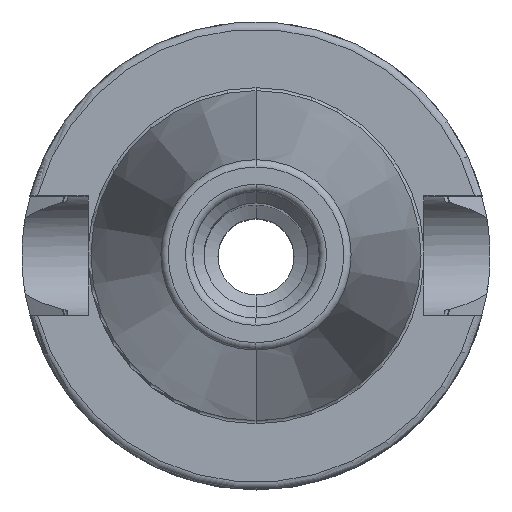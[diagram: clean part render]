
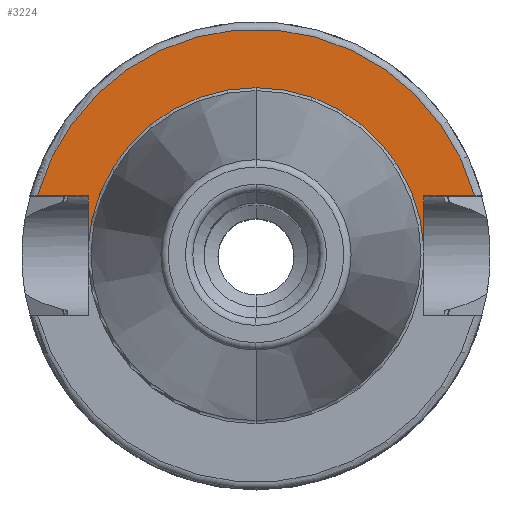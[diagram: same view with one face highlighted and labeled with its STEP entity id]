
A CAD part, top view. The second image highlights one B-rep face of the part: STEP entity #3224.
In plain terms, the highlighted planar face has unit normal (0, 0, 1).
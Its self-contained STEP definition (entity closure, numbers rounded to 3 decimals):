
#1065=DIRECTION('',(0,1,0));
#1066=VECTOR('',#1065,6.987);
#1067=CARTESIAN_POINT('',(-22.6,1.063,25));
#1068=LINE('',#1067,#1066);
#1069=DIRECTION('',(1,0,0));
#1070=VECTOR('',#1069,6.818);
#1071=CARTESIAN_POINT('',(-29.418,8.05,25));
#1072=LINE('',#1071,#1070);
#1073=DIRECTION('',(-1,0,0));
#1074=VECTOR('',#1073,6.818);
#1075=CARTESIAN_POINT('',(29.418,8.05,25));
#1076=LINE('',#1075,#1074);
#1077=DIRECTION('',(0,-1,0));
#1078=VECTOR('',#1077,6.987);
#1079=CARTESIAN_POINT('',(22.6,8.05,25));
#1080=LINE('',#1079,#1078);
#1087=CARTESIAN_POINT('',(0,0,25));
#1088=DIRECTION('',(0,0,1));
#1089=DIRECTION('',(0,1,0));
#1090=AXIS2_PLACEMENT_3D('',#1087,#1088,#1089);
#1118=CARTESIAN_POINT('',(0,0,25));
#1119=DIRECTION('',(0,0,-1));
#1120=DIRECTION('',(0,1,0));
#1121=AXIS2_PLACEMENT_3D('',#1118,#1119,#1120);
#1170=CARTESIAN_POINT('',(0,0,25));
#1171=DIRECTION('',(0,0,1));
#1172=DIRECTION('',(0.965,0.264,0));
#1173=AXIS2_PLACEMENT_3D('',#1170,#1171,#1172);
#1545=CARTESIAN_POINT('',(-22.6,1.063,25));
#1546=CARTESIAN_POINT('',(-22.6,8.05,25));
#1547=VERTEX_POINT('',#1545);
#1548=VERTEX_POINT('',#1546);
#1549=CARTESIAN_POINT('',(-29.418,8.05,25));
#1550=VERTEX_POINT('',#1549);
#1551=CARTESIAN_POINT('',(22.6,8.05,25));
#1552=CARTESIAN_POINT('',(22.6,1.063,25));
#1553=VERTEX_POINT('',#1551);
#1554=VERTEX_POINT('',#1552);
#1561=CARTESIAN_POINT('',(29.418,8.05,25));
#1562=VERTEX_POINT('',#1561);
#1609=CARTESIAN_POINT('',(0,22.625,25));
#1611=VERTEX_POINT('',#1609);
#3205=CARTESIAN_POINT('',(0,0,25));
#3206=DIRECTION('',(0,0,-1));
#3207=DIRECTION('',(0,-1,0));
#3208=AXIS2_PLACEMENT_3D('',#3205,#3206,#3207);
#3209=PLANE('',#3208);
#3210=ORIENTED_EDGE('',*,*,#2962,.T.);
#3211=ORIENTED_EDGE('',*,*,#2991,.F.);
#3213=ORIENTED_EDGE('',*,*,#3212,.F.);
#3215=ORIENTED_EDGE('',*,*,#3214,.T.);
#3217=ORIENTED_EDGE('',*,*,#3216,.T.);
#3219=ORIENTED_EDGE('',*,*,#3218,.F.);
#3221=ORIENTED_EDGE('',*,*,#3220,.T.);
#3222=EDGE_LOOP('',(#3210,#3211,#3213,#3215,#3217,#3219,#3221));
#3223=FACE_OUTER_BOUND('',#3222,.F.);
#3224=ADVANCED_FACE('',(#3223),#3209,.F.);
#1091=CIRCLE('',#1090,22.625);
#1122=CIRCLE('',#1121,22.625);
#1174=CIRCLE('',#1173,30.5);
#2962=EDGE_CURVE('',#1547,#1548,#1068,.T.);
#2991=EDGE_CURVE('',#1550,#1548,#1072,.T.);
#3212=EDGE_CURVE('',#1562,#1550,#1174,.T.);
#3214=EDGE_CURVE('',#1562,#1553,#1076,.T.);
#3216=EDGE_CURVE('',#1553,#1554,#1080,.T.);
#3218=EDGE_CURVE('',#1611,#1554,#1122,.T.);
#3220=EDGE_CURVE('',#1611,#1547,#1091,.T.);
